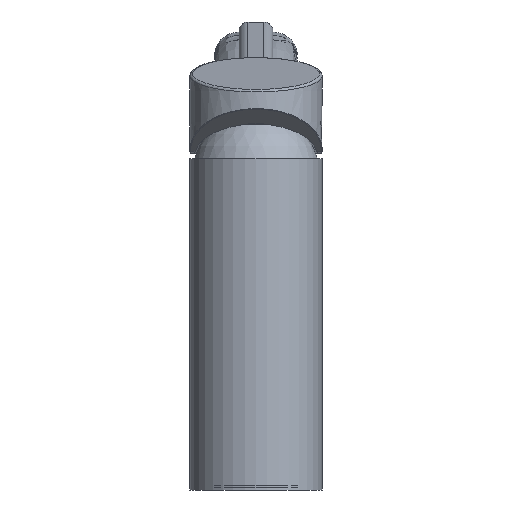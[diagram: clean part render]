
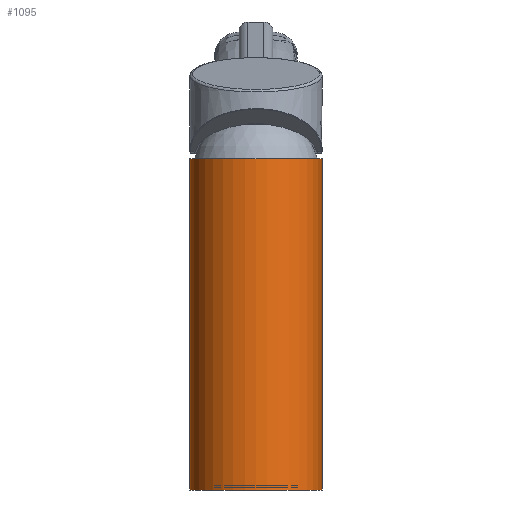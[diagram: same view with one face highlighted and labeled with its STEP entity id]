
A CAD part, left-side view. The second image highlights one B-rep face of the part: STEP entity #1095.
In plain terms, the highlighted cylindrical face has radius 25.5 mm (diameter 51 mm), a full revolution.
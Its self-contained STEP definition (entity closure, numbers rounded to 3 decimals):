
#117=B_SPLINE_CURVE_WITH_KNOTS('',3,(#3667,#3668,#3669,#3670,#3671,#3672,
#3673,#3674,#3675,#3676,#3677,#3678,#3679,#3680,#3681,#3682,#3683,#3684,
#3685,#3686),.UNSPECIFIED.,.F.,.F.,(4,1,1,1,1,1,1,1,1,1,1,1,1,1,1,1,1,4),
(0.,0.004,0.009,0.013,0.018,
0.022,0.027,0.036,0.045,
0.049,0.054,0.058,0.06,
0.063,0.065,0.067,0.069,
0.072),.UNSPECIFIED.);
#118=B_SPLINE_CURVE_WITH_KNOTS('',3,(#3731,#3732,#3733,#3734,#3735,#3736,
#3737,#3738),.UNSPECIFIED.,.F.,.F.,(4,1,1,1,1,4),(0.,0.25,0.5,0.625,0.75,
1.),.UNSPECIFIED.);
#119=B_SPLINE_CURVE_WITH_KNOTS('',3,(#3783,#3784,#3785,#3786,#3787,#3788,
#3789,#3790),.UNSPECIFIED.,.F.,.F.,(4,1,1,1,1,4),(0.,0.25,0.375,0.5,0.75,
1.),.UNSPECIFIED.);
#120=B_SPLINE_CURVE_WITH_KNOTS('',3,(#3914,#3915,#3916,#3917,#3918,#3919,
#3920,#3921,#3922,#3923,#3924,#3925,#3926,#3927,#3928,#3929,#3930,#3931,
#3932,#3933,#3934,#3935,#3936,#3937,#3938),.UNSPECIFIED.,.F.,.F.,(4,1,1,
1,1,1,1,1,1,1,1,1,1,1,1,1,1,1,1,1,1,1,4),(0.094,0.096,
0.098,0.101,0.103,0.105,
0.107,0.112,0.116,0.12,
0.125,0.129,0.134,0.138,
0.143,0.147,0.151,0.154,
0.156,0.158,0.16,0.163,
0.165),.UNSPECIFIED.);
#158=CYLINDRICAL_SURFACE('',#1178,25.5);
#221=ORIENTED_EDGE('',*,*,#424,.T.);
#222=ORIENTED_EDGE('',*,*,#423,.T.);
#223=ORIENTED_EDGE('',*,*,#421,.T.);
#224=ORIENTED_EDGE('',*,*,#419,.T.);
#225=ORIENTED_EDGE('',*,*,#416,.F.);
#226=ORIENTED_EDGE('',*,*,#425,.T.);
#416=EDGE_CURVE('',#524,#524,#591,.T.);
#419=EDGE_CURVE('',#525,#526,#117,.T.);
#421=EDGE_CURVE('',#527,#525,#118,.T.);
#423=EDGE_CURVE('',#528,#527,#119,.T.);
#424=EDGE_CURVE('',#526,#528,#120,.F.);
#425=EDGE_CURVE('',#529,#529,#596,.T.);
#524=VERTEX_POINT('',#3533);
#525=VERTEX_POINT('',#3664);
#526=VERTEX_POINT('',#3666);
#527=VERTEX_POINT('',#3730);
#528=VERTEX_POINT('',#3782);
#529=VERTEX_POINT('',#3941);
#591=CIRCLE('',#1173,25.5);
#596=CIRCLE('',#1179,25.5);
#649=EDGE_LOOP('',(#221,#222,#223,#224));
#650=EDGE_LOOP('',(#225));
#651=EDGE_LOOP('',(#226));
#744=FACE_BOUND('',#649,.T.);
#745=FACE_BOUND('',#650,.T.);
#746=FACE_BOUND('',#651,.T.);
#1095=ADVANCED_FACE('',(#744,#745,#746),#158,.T.);
#1173=AXIS2_PLACEMENT_3D('',#3532,#1276,#1277);
#1178=AXIS2_PLACEMENT_3D('',#3939,#1286,#1287);
#1179=AXIS2_PLACEMENT_3D('',#3940,#1288,#1289);
#1276=DIRECTION('',(0.,0.,-1.));
#1277=DIRECTION('',(-1.,0.,0.));
#1286=DIRECTION('',(0.,0.,-1.));
#1287=DIRECTION('',(0.,1.,0.));
#1288=DIRECTION('',(0.,0.,-1.));
#1289=DIRECTION('',(-1.,0.,0.));
#3532=CARTESIAN_POINT('',(0.,0.,0.55));
#3533=CARTESIAN_POINT('',(-25.5,0.,0.55));
#3664=CARTESIAN_POINT('',(24.492,-7.099,38.228));
#3666=CARTESIAN_POINT('',(25.5,0.,93.548));
#3667=CARTESIAN_POINT('',(24.492,-7.099,38.228));
#3668=CARTESIAN_POINT('',(24.077,-8.53,38.064));
#3669=CARTESIAN_POINT('',(22.971,-11.354,38.329));
#3670=CARTESIAN_POINT('',(20.918,-14.705,40.674));
#3671=CARTESIAN_POINT('',(19.309,-16.687,44.432));
#3672=CARTESIAN_POINT('',(18.416,-17.643,48.706));
#3673=CARTESIAN_POINT('',(18.062,-18.001,53.14));
#3674=CARTESIAN_POINT('',(18.104,-17.958,59.087));
#3675=CARTESIAN_POINT('',(18.817,-17.237,66.403));
#3676=CARTESIAN_POINT('',(20.03,-15.829,73.614));
#3677=CARTESIAN_POINT('',(21.187,-14.221,79.182));
#3678=CARTESIAN_POINT('',(22.13,-12.719,83.231));
#3679=CARTESIAN_POINT('',(22.98,-11.107,86.492));
#3680=CARTESIAN_POINT('',(23.669,-9.523,88.887));
#3681=CARTESIAN_POINT('',(24.193,-8.112,90.55));
#3682=CARTESIAN_POINT('',(24.697,-6.447,91.954));
#3683=CARTESIAN_POINT('',(25.151,-4.382,92.827));
#3684=CARTESIAN_POINT('',(25.431,-2.257,93.403));
#3685=CARTESIAN_POINT('',(25.5,-0.75,93.548));
#3686=CARTESIAN_POINT('',(25.5,0.,93.548));
#3730=CARTESIAN_POINT('',(25.5,0.,39.37));
#3731=CARTESIAN_POINT('',(25.5,0.,39.37));
#3732=CARTESIAN_POINT('',(25.5,-0.599,39.37));
#3733=CARTESIAN_POINT('',(25.456,-1.834,39.31));
#3734=CARTESIAN_POINT('',(25.296,-3.316,39.085));
#3735=CARTESIAN_POINT('',(25.107,-4.49,38.822));
#3736=CARTESIAN_POINT('',(24.879,-5.646,38.472));
#3737=CARTESIAN_POINT('',(24.659,-6.523,38.294));
#3738=CARTESIAN_POINT('',(24.492,-7.099,38.228));
#3782=CARTESIAN_POINT('',(24.492,7.099,38.228));
#3783=CARTESIAN_POINT('',(24.492,7.099,38.228));
#3784=CARTESIAN_POINT('',(24.659,6.522,38.294));
#3785=CARTESIAN_POINT('',(24.88,5.644,38.473));
#3786=CARTESIAN_POINT('',(25.107,4.486,38.823));
#3787=CARTESIAN_POINT('',(25.296,3.312,39.086));
#3788=CARTESIAN_POINT('',(25.456,1.831,39.31));
#3789=CARTESIAN_POINT('',(25.5,0.6,39.37));
#3790=CARTESIAN_POINT('',(25.5,0.,39.37));
#3914=CARTESIAN_POINT('',(24.492,7.099,38.228));
#3915=CARTESIAN_POINT('',(24.285,7.814,38.146));
#3916=CARTESIAN_POINT('',(23.815,9.207,38.128));
#3917=CARTESIAN_POINT('',(22.925,11.234,38.572));
#3918=CARTESIAN_POINT('',(21.96,13.01,39.476));
#3919=CARTESIAN_POINT('',(20.976,14.531,40.85));
#3920=CARTESIAN_POINT('',(20.122,15.68,42.528));
#3921=CARTESIAN_POINT('',(19.167,16.842,45.123));
#3922=CARTESIAN_POINT('',(18.417,17.642,48.694));
#3923=CARTESIAN_POINT('',(18.062,18.,53.148));
#3924=CARTESIAN_POINT('',(18.092,17.971,57.585));
#3925=CARTESIAN_POINT('',(18.395,17.663,62.038));
#3926=CARTESIAN_POINT('',(18.895,17.131,66.416));
#3927=CARTESIAN_POINT('',(19.546,16.39,70.736));
#3928=CARTESIAN_POINT('',(20.317,15.43,74.996));
#3929=CARTESIAN_POINT('',(21.191,14.215,79.204));
#3930=CARTESIAN_POINT('',(22.138,12.705,83.262));
#3931=CARTESIAN_POINT('',(22.984,11.099,86.51));
#3932=CARTESIAN_POINT('',(23.68,9.496,88.923));
#3933=CARTESIAN_POINT('',(24.2,8.09,90.573));
#3934=CARTESIAN_POINT('',(24.708,6.405,91.978));
#3935=CARTESIAN_POINT('',(25.154,4.368,92.832));
#3936=CARTESIAN_POINT('',(25.436,2.206,93.412));
#3937=CARTESIAN_POINT('',(25.5,0.742,93.548));
#3938=CARTESIAN_POINT('',(25.5,0.,93.548));
#3939=CARTESIAN_POINT('',(0.,0.,127.35));
#3940=CARTESIAN_POINT('',(0.,0.,128.35));
#3941=CARTESIAN_POINT('',(-25.5,0.,128.35));
